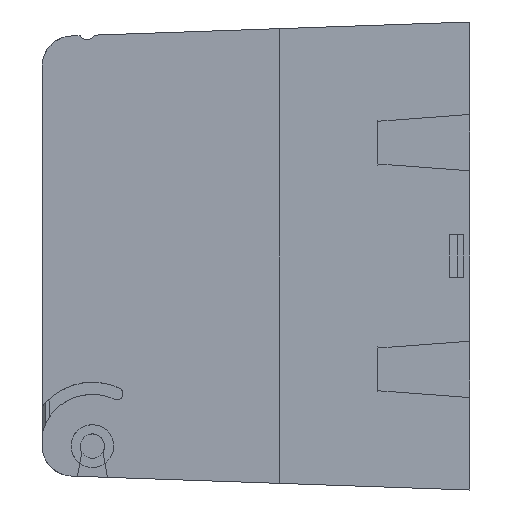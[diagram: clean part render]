
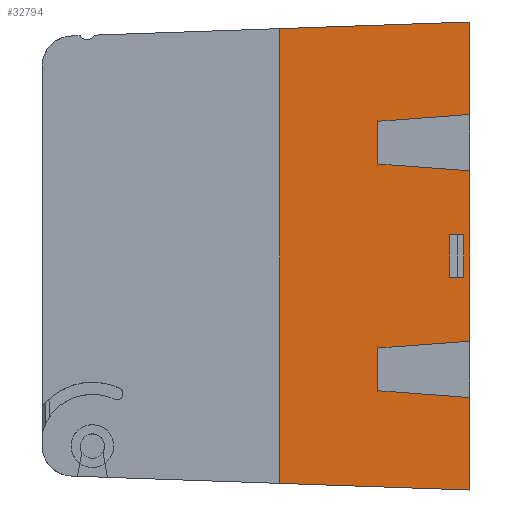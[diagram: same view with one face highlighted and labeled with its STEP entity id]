
A CAD part, left-side view. The second image highlights one B-rep face of the part: STEP entity #32794.
In plain terms, the highlighted planar face has unit normal (-1, 0, 0).
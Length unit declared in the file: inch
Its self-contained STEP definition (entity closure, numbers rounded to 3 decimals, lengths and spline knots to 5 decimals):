
#58 = CARTESIAN_POINT ( 'NONE',  ( -1.395, 0.62245, -0.88387 ) ) ;
#225 = VECTOR ( 'NONE', #34498, 39.37008 ) ;
#266 = LINE ( 'NONE', #37760, #225 ) ;
#322 = VERTEX_POINT ( 'NONE', #27155 ) ;
#1258 = DIRECTION ( 'NONE',  ( 0., -1., 0. ) ) ;
#3238 = DIRECTION ( 'NONE',  ( 0., -0.997, -0.074 ) ) ;
#3590 = VECTOR ( 'NONE', #3238, 39.37008 ) ;
#4249 = CARTESIAN_POINT ( 'NONE',  ( -1.395, 0.04, 0.14 ) ) ;
#4499 = ORIENTED_EDGE ( 'NONE', *, *, #40762, .T. ) ;
#4666 = LINE ( 'NONE', #28000, #10107 ) ;
#5116 = CARTESIAN_POINT ( 'NONE',  ( -1.395, 0., 0.56 ) ) ;
#5378 = CARTESIAN_POINT ( 'NONE',  ( -1.395, 0., 0.93 ) ) ;
#5601 = CARTESIAN_POINT ( 'NONE',  ( -1.395, 0.133, -0.14 ) ) ;
#5922 = CARTESIAN_POINT ( 'NONE',  ( -1.395, 0.133, 0.14 ) ) ;
#6149 = LINE ( 'NONE', #41235, #3590 ) ;
#6321 = ORIENTED_EDGE ( 'NONE', *, *, #43306, .T. ) ;
#6716 = VERTEX_POINT ( 'NONE', #30756 ) ;
#7734 = VERTEX_POINT ( 'NONE', #5116 ) ;
#7790 = VERTEX_POINT ( 'NONE', #4249 ) ;
#8756 = LINE ( 'NONE', #20831, #9090 ) ;
#8922 = ORIENTED_EDGE ( 'NONE', *, *, #42331, .F. ) ;
#8996 = LINE ( 'NONE', #12497, #38518 ) ;
#9083 = CARTESIAN_POINT ( 'NONE',  ( -1.395, 0., 1.53756 ) ) ;
#9090 = VECTOR ( 'NONE', #17911, 39.37008 ) ;
#9570 = EDGE_LOOP ( 'NONE', ( #19847, #40927, #24506, #44733 ) ) ;
#10107 = VECTOR ( 'NONE', #24501, 39.37008 ) ;
#10621 = CARTESIAN_POINT ( 'NONE',  ( -1.395, 0., -0.56 ) ) ;
#11600 = LINE ( 'NONE', #5378, #11647 ) ;
#11647 = VECTOR ( 'NONE', #15799, 39.37008 ) ;
#11873 = CARTESIAN_POINT ( 'NONE',  ( -1.395, 0.604, -0.56 ) ) ;
#12497 = CARTESIAN_POINT ( 'NONE',  ( -1.395, 1.1485, -1.49745 ) ) ;
#12862 = ORIENTED_EDGE ( 'NONE', *, *, #41478, .T. ) ;
#13303 = LINE ( 'NONE', #19732, #36905 ) ;
#13751 = CARTESIAN_POINT ( 'NONE',  ( -1.395, 0.594, -0.5 ) ) ;
#14866 = LINE ( 'NONE', #17413, #29192 ) ;
#15413 = CARTESIAN_POINT ( 'NONE',  ( -1.395, 0.604, -0.88523 ) ) ;
#15492 = VERTEX_POINT ( 'NONE', #17005 ) ;
#15799 = DIRECTION ( 'NONE',  ( 0., -0.997, 0.074 ) ) ;
#16337 = VERTEX_POINT ( 'NONE', #42366 ) ;
#16447 = ORIENTED_EDGE ( 'NONE', *, *, #41926, .F. ) ;
#16820 = CARTESIAN_POINT ( 'NONE',  ( -1.395, 0., -0.93 ) ) ;
#17005 = CARTESIAN_POINT ( 'NONE',  ( -1.395, 0.604, 0.60477 ) ) ;
#17021 = VERTEX_POINT ( 'NONE', #16820 ) ;
#17240 = DIRECTION ( 'NONE',  ( 0., 0., 1. ) ) ;
#17413 = CARTESIAN_POINT ( 'NONE',  ( -1.395, 1.1485, 1.49745 ) ) ;
#17911 = DIRECTION ( 'NONE',  ( 0., 0., 1. ) ) ;
#18392 = AXIS2_PLACEMENT_3D ( 'NONE', #13751, #38064, #17240 ) ;
#18761 = CARTESIAN_POINT ( 'NONE',  ( -1.395, 1.25, -0.5 ) ) ;
#19503 = DIRECTION ( 'NONE',  ( 0., 0.999, 0.035 ) ) ;
#19732 = CARTESIAN_POINT ( 'NONE',  ( -1.395, 0., 1.4375 ) ) ;
#19767 = VECTOR ( 'NONE', #1258, 39.37008 ) ;
#19847 = ORIENTED_EDGE ( 'NONE', *, *, #43570, .F. ) ;
#19920 = CARTESIAN_POINT ( 'NONE',  ( -1.395, 0., 0.93 ) ) ;
#20611 = PLANE ( 'NONE',  #18392 ) ;
#20831 = CARTESIAN_POINT ( 'NONE',  ( -1.395, 0.604, 0.56 ) ) ;
#21340 = VECTOR ( 'NONE', #42830, 39.37008 ) ;
#22495 = FACE_BOUND ( 'NONE', #9570, .T. ) ;
#23462 = VERTEX_POINT ( 'NONE', #25493 ) ;
#24350 = DIRECTION ( 'NONE',  ( 0., -0.997, -0.074 ) ) ;
#24501 = DIRECTION ( 'NONE',  ( 0., 0., -1. ) ) ;
#24506 = ORIENTED_EDGE ( 'NONE', *, *, #44537, .T. ) ;
#25459 = ORIENTED_EDGE ( 'NONE', *, *, #41068, .F. ) ;
#25493 = CARTESIAN_POINT ( 'NONE',  ( -1.395, 0.04, -0.14 ) ) ;
#26803 = EDGE_LOOP ( 'NONE', ( #4499, #25459, #40368, #12862, #43473, #35519, #28691, #16447, #8922, #44333, #38283, #6321 ) ) ;
#27155 = CARTESIAN_POINT ( 'NONE',  ( -1.395, 0.604, 0.88523 ) ) ;
#27418 = LINE ( 'NONE', #58, #41514 ) ;
#27887 = DIRECTION ( 'NONE',  ( 0., 0.999, -0.035 ) ) ;
#28000 = CARTESIAN_POINT ( 'NONE',  ( -1.395, 0., 1.4375 ) ) ;
#28669 = CARTESIAN_POINT ( 'NONE',  ( -1.395, 0.133, -0.14 ) ) ;
#28691 = ORIENTED_EDGE ( 'NONE', *, *, #41736, .T. ) ;
#28703 = VERTEX_POINT ( 'NONE', #19920 ) ;
#28984 = CARTESIAN_POINT ( 'NONE',  ( -1.395, 0., -1.53756 ) ) ;
#29070 = VECTOR ( 'NONE', #41981, 39.37008 ) ;
#29192 = VECTOR ( 'NONE', #27887, 39.37008 ) ;
#29593 = VECTOR ( 'NONE', #32230, 39.37008 ) ;
#29918 = LINE ( 'NONE', #28669, #29593 ) ;
#30756 = CARTESIAN_POINT ( 'NONE',  ( -1.395, 1.25, 1.49391 ) ) ;
#30991 = VECTOR ( 'NONE', #36260, 39.37008 ) ;
#31096 = LINE ( 'NONE', #38430, #29070 ) ;
#32230 = DIRECTION ( 'NONE',  ( 0., -1., 0. ) ) ;
#32734 = LINE ( 'NONE', #44299, #43161 ) ;
#32794 = ADVANCED_FACE ( 'NONE', ( #39328, #22495 ), #20611, .T. ) ;
#34427 = CARTESIAN_POINT ( 'NONE',  ( -1.395, 0.04, -0.14 ) ) ;
#34498 = DIRECTION ( 'NONE',  ( 0., -0.997, 0.074 ) ) ;
#35499 = LINE ( 'NONE', #34427, #43942 ) ;
#35519 = ORIENTED_EDGE ( 'NONE', *, *, #41681, .F. ) ;
#36260 = DIRECTION ( 'NONE',  ( 0., 0., 1. ) ) ;
#36698 = VERTEX_POINT ( 'NONE', #15413 ) ;
#36905 = VECTOR ( 'NONE', #37078, 39.37008 ) ;
#37078 = DIRECTION ( 'NONE',  ( 0., 0., -1. ) ) ;
#37126 = VERTEX_POINT ( 'NONE', #9083 ) ;
#37171 = VERTEX_POINT ( 'NONE', #5922 ) ;
#37472 = DIRECTION ( 'NONE',  ( 0., 0., 1. ) ) ;
#37760 = CARTESIAN_POINT ( 'NONE',  ( -1.395, 0., -0.56 ) ) ;
#38064 = DIRECTION ( 'NONE',  ( -1., 0., 0. ) ) ;
#38067 = LINE ( 'NONE', #42791, #19767 ) ;
#38283 = ORIENTED_EDGE ( 'NONE', *, *, #43060, .F. ) ;
#38430 = CARTESIAN_POINT ( 'NONE',  ( -1.395, 0., 1.4375 ) ) ;
#38518 = VECTOR ( 'NONE', #19503, 39.37008 ) ;
#39328 = FACE_OUTER_BOUND ( 'NONE', #26803, .T. ) ;
#40368 = ORIENTED_EDGE ( 'NONE', *, *, #41342, .F. ) ;
#40424 = LINE ( 'NONE', #11873, #30991 ) ;
#40762 = EDGE_CURVE ( 'NONE', #16337, #44075, #266, .T. ) ;
#40927 = ORIENTED_EDGE ( 'NONE', *, *, #44162, .F. ) ;
#41049 = VERTEX_POINT ( 'NONE', #41592 ) ;
#41068 = EDGE_CURVE ( 'NONE', #7734, #44075, #4666, .T. ) ;
#41235 = CARTESIAN_POINT ( 'NONE',  ( -1.395, 0.51262, 0.59799 ) ) ;
#41342 = EDGE_CURVE ( 'NONE', #15492, #7734, #6149, .T. ) ;
#41386 = DIRECTION ( 'NONE',  ( 0., 0., 1. ) ) ;
#41478 = EDGE_CURVE ( 'NONE', #15492, #322, #8756, .T. ) ;
#41514 = VECTOR ( 'NONE', #24350, 39.37008 ) ;
#41592 = CARTESIAN_POINT ( 'NONE',  ( -1.395, 1.25, -1.49391 ) ) ;
#41613 = EDGE_CURVE ( 'NONE', #322, #28703, #11600, .T. ) ;
#41681 = EDGE_CURVE ( 'NONE', #37126, #28703, #13303, .T. ) ;
#41736 = EDGE_CURVE ( 'NONE', #37126, #6716, #14866, .T. ) ;
#41926 = EDGE_CURVE ( 'NONE', #41049, #6716, #43016, .T. ) ;
#41981 = DIRECTION ( 'NONE',  ( 0., 0., -1. ) ) ;
#42300 = VERTEX_POINT ( 'NONE', #5601 ) ;
#42331 = EDGE_CURVE ( 'NONE', #43918, #41049, #8996, .T. ) ;
#42366 = CARTESIAN_POINT ( 'NONE',  ( -1.395, 0.604, -0.60477 ) ) ;
#42478 = EDGE_CURVE ( 'NONE', #17021, #43918, #31096, .T. ) ;
#42791 = CARTESIAN_POINT ( 'NONE',  ( -1.395, 0.133, 0.14 ) ) ;
#42830 = DIRECTION ( 'NONE',  ( 0., 0., 1. ) ) ;
#43016 = LINE ( 'NONE', #18761, #21340 ) ;
#43060 = EDGE_CURVE ( 'NONE', #36698, #17021, #27418, .T. ) ;
#43161 = VECTOR ( 'NONE', #37472, 39.37008 ) ;
#43306 = EDGE_CURVE ( 'NONE', #36698, #16337, #40424, .T. ) ;
#43473 = ORIENTED_EDGE ( 'NONE', *, *, #41613, .T. ) ;
#43570 = EDGE_CURVE ( 'NONE', #23462, #7790, #35499, .T. ) ;
#43918 = VERTEX_POINT ( 'NONE', #28984 ) ;
#43942 = VECTOR ( 'NONE', #41386, 39.37008 ) ;
#44075 = VERTEX_POINT ( 'NONE', #10621 ) ;
#44162 = EDGE_CURVE ( 'NONE', #42300, #23462, #29918, .T. ) ;
#44299 = CARTESIAN_POINT ( 'NONE',  ( -1.395, 0.133, -0.14 ) ) ;
#44333 = ORIENTED_EDGE ( 'NONE', *, *, #42478, .F. ) ;
#44537 = EDGE_CURVE ( 'NONE', #42300, #37171, #32734, .T. ) ;
#44728 = EDGE_CURVE ( 'NONE', #37171, #7790, #38067, .T. ) ;
#44733 = ORIENTED_EDGE ( 'NONE', *, *, #44728, .T. ) ;
